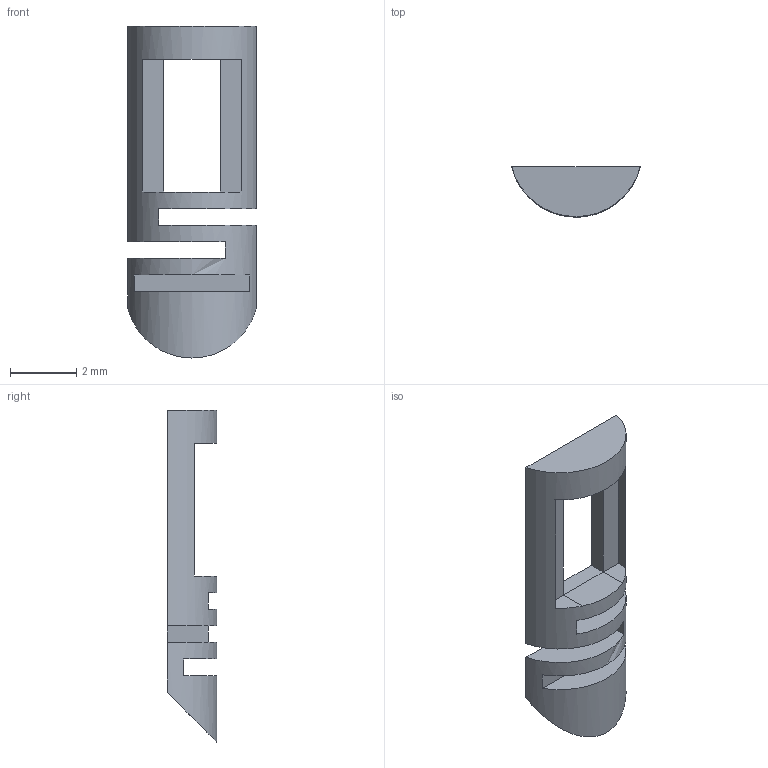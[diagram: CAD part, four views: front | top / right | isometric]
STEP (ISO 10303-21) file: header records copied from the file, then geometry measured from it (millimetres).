
FILE_DESCRIPTION(('FreeCAD Model'),'2;1');
FILE_NAME('Open CASCADE Shape Model','2023-08-10T20:20:51',('Author'),( ''),'Open CASCADE STEP processor 7.5','FreeCAD','Unknown');
FILE_SCHEMA(('AUTOMOTIVE_DESIGN { 1 0 10303 214 1 1 1 1 }'));
Length unit declared in the file: millimetre
Products named in the file (1): Cut003
Bounding box: 3.87 x 1.5 x 10 mm (x, y, z)
Volume: 21.6 mm3; surface area: 104.5 mm2
Topology: 1 solids, 1 shells, 27 faces, 67 edges, 43 vertices
Faces by surface type: plane 26, cylinder 1
Entity records: 1661 total; most frequent: CARTESIAN_POINT 334, DIRECTION 226, ORIENTED_EDGE 134, PCURVE 134, DEFINITIONAL_REPRESENTATION 134, LINE 119, VECTOR 119, EDGE_CURVE 67
